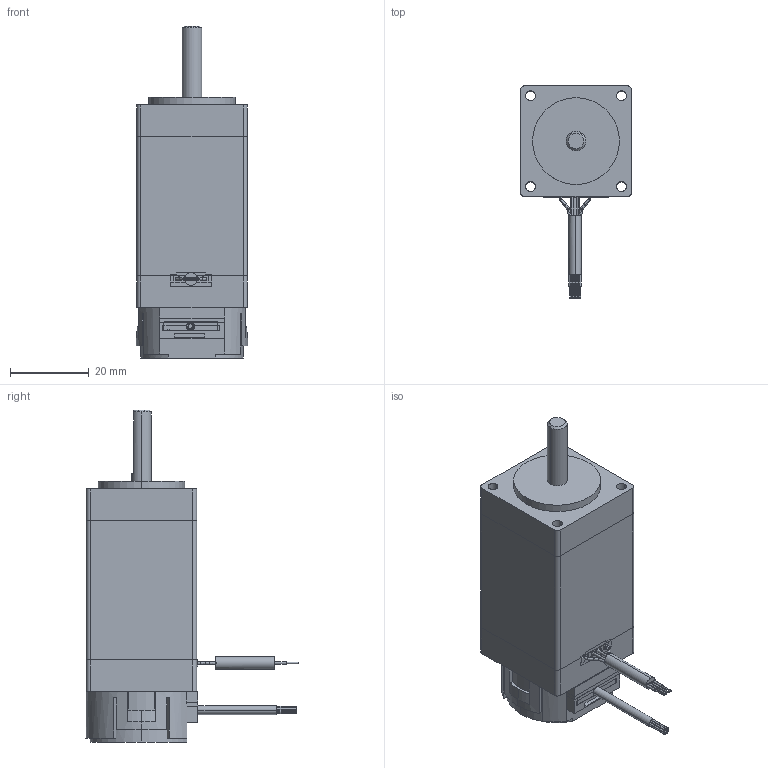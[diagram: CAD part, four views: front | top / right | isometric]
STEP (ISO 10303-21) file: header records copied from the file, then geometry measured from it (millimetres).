
FILE_DESCRIPTION (( 'STEP AP214' ), '1' );
FILE_NAME ('28AM013EC.STEP', '2024-05-31T06:49:57', ( 'MM' ), ( 'Microsoft' ), 'SwSTEP 2.0', 'SolidWorks 2024', '' );
FILE_SCHEMA (( 'AUTOMOTIVE_DESIGN' ));
Length unit declared in the file: millimetre
Products named in the file (1): 28AM013EC
Bounding box: 28.2 x 53.8 x 84.1 mm (x, y, z)
Volume: 47218.5 mm3; surface area: 16725.1 mm2
Topology: 7 solids, 7 shells, 515 faces, 1356 edges, 888 vertices
Faces by surface type: plane 380, cylinder 113, bspline 16, cone 6
Entity records: 16169 total; most frequent: CARTESIAN_POINT 3162, ORIENTED_EDGE 2712, DIRECTION 2588, EDGE_CURVE 1356, LINE 1040, VECTOR 1040, VERTEX_POINT 888, AXIS2_PLACEMENT_3D 774
